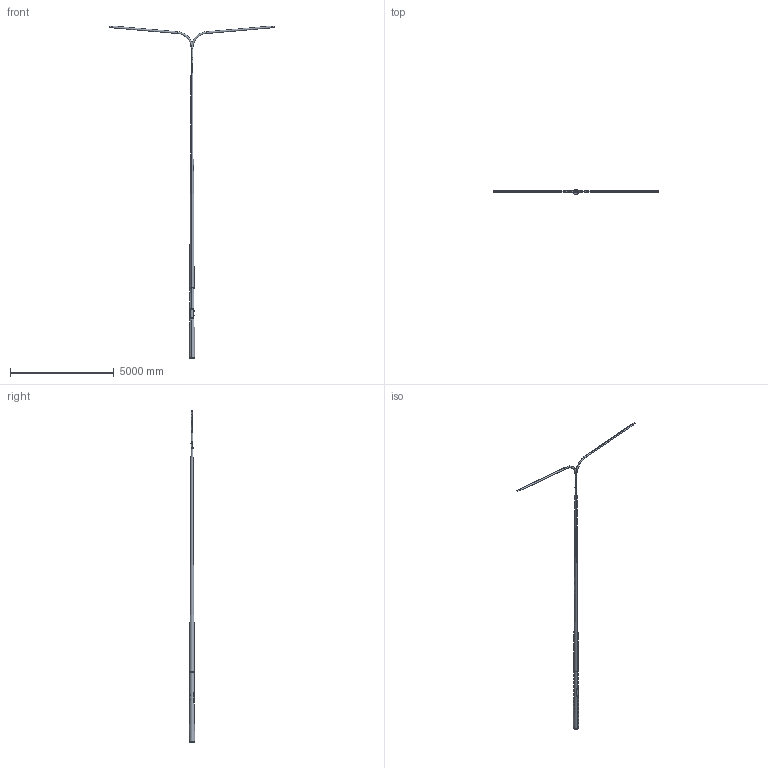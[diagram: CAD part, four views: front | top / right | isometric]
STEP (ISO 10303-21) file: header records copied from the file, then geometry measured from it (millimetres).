
FILE_DESCRIPTION (( 'STEP AP214' ), '1' );
FILE_NAME ('100940KGXS T140C315K 4607926 T-VARTINEN KARTIOPYLVÄS_3D.step', '2022-05-29T18:50:19', ( '' ), ( '' ), 'SwSTEP 2.0', 'SolidWorks 2021', '' );
FILE_SCHEMA (( 'AUTOMOTIVE_DESIGN' ));
Length unit declared in the file: millimetre
Products named in the file (15): T-VARREN LYHYEMPI AIHIO_T140CK; KARTIOAIHIO_89-222-4-11100-0KL; 222-LATVAINEN KARTIOAIHIO_222-263-3-3400; LATTA 5X16X460 KYTKENTÄAUKON VAHVIKE_C 1; VARREN NEOPREN-TIIVISTE_D76X4; KYTKENTÄAUKON LATTARAUTA_LATTA 4X20X200; PIDÄTINRUUVI DIN 914 - M10_DIN 914 - M10 x 16-N; T-KARTIOVARSI_T140CK; T-VARREN PIDEMPI AIHIO_T140CK; KARTIORUNKO_C315K; socket head cap screw_din_DIN 912 M6 x 16 --- 16N; KYTKENTÄAUKON LUUKKU_222-263-3-3400; 222-LATVAISET KARTIOAIHIOT_222-263-4-3400; 100940KGXS T140C315K 4607926 T-VARTINEN KARTIOPYLVÄS_3D; PIDÄTINRUUVI DIN 914 - M10_DIN 914 - M10 x 20-N
Assembly tree (23 placements, depth 4):
  100940KGXS T140C315K 4607926 T-VARTINEN KARTIOPYLVÄS_3D
    KARTIORUNKO_C315K
      KARTIOAIHIO_89-222-4-11100-0KL
      222-LATVAINEN KARTIOAIHIO_222-263-3-3400
        222-LATVAISET KARTIOAIHIOT_222-263-4-3400
        KYTKENTÄAUKON LUUKKU_222-263-3-3400
        socket head cap screw_din_DIN 912 M6 x 16 --- 16N  x4
        KYTKENTÄAUKON LATTARAUTA_LATTA 4X20X200  x2
        LATTA 5X16X460 KYTKENTÄAUKON VAHVIKE_C 1  x2
      PIDÄTINRUUVI DIN 914 - M10_DIN 914 - M10 x 16-N  x5
      PIDÄTINRUUVI DIN 914 - M10_DIN 914 - M10 x 20-N
    T-KARTIOVARSI_T140CK
      T-VARREN PIDEMPI AIHIO_T140CK
      T-VARREN LYHYEMPI AIHIO_T140CK
      VARREN NEOPREN-TIIVISTE_D76X4
Bounding box: 8005.29 x 263 x 16031.28 mm (x, y, z)
Volume: 39040239.9 mm3; surface area: 20814908.8 mm2
Topology: 21 solids, 21 shells, 377 faces, 883 edges, 536 vertices
Faces by surface type: plane 157, cylinder 94, cone 69, torus 42, bspline 15
Entity records: 12510 total; most frequent: CARTESIAN_POINT 6473, ORIENTED_EDGE 1098, DIRECTION 1078, EDGE_CURVE 549, AXIS2_PLACEMENT_3D 425, VERTEX_POINT 337, EDGE_LOOP 246, VECTOR 228
